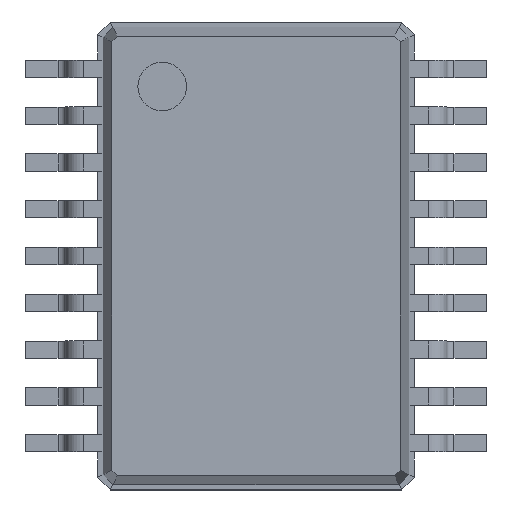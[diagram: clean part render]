
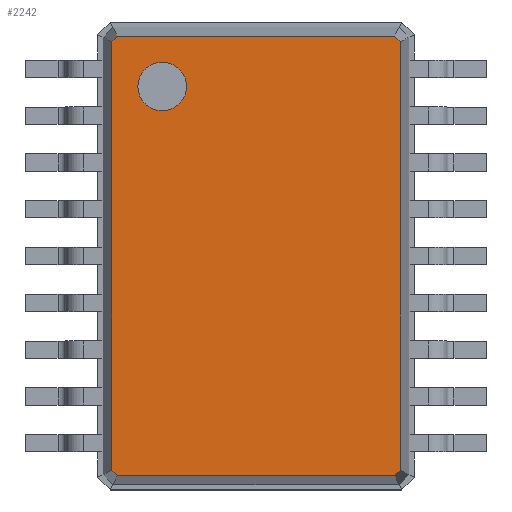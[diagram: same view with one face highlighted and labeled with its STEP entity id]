
A CAD part, top view. The second image highlights one B-rep face of the part: STEP entity #2242.
In plain terms, the highlighted planar face has unit normal (0, 0, 1).
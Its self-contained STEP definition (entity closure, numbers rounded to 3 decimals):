
#13=DIRECTION('',(0.,0.,1.));
#27=VECTOR('',#28,1.);
#28=DIRECTION('',(0.,-1.,0.));
#49=DIRECTION('',(0.,1.,0.));
#59=VECTOR('',#60,1.);
#60=DIRECTION('',(1.,0.,0.));
#131=VECTOR('',#132,1.);
#132=DIRECTION('',(-1.,0.,0.));
#428=VECTOR('',#429,1.);
#429=DIRECTION('',(0.707,-0.707,0.));
#435=VECTOR('',#436,1.);
#436=DIRECTION('',(-0.707,-0.707,0.));
#447=VECTOR('',#448,1.);
#448=DIRECTION('',(-0.707,0.707,0.));
#454=VECTOR('',#49,1.);
#458=VECTOR('',#459,1.);
#459=DIRECTION('',(0.707,0.707,0.));
#902=VERTEX_POINT('',#903);
#903=CARTESIAN_POINT('',(2.003,-2.976,1.4));
#905=ORIENTED_EDGE('',*,*,#906,.F.);
#906=EDGE_CURVE('',#907,#902,#909,.T.);
#907=VERTEX_POINT('',#908);
#908=CARTESIAN_POINT('',(2.003,2.976,1.4));
#909=LINE('',#908,#27);
#2233=ORIENTED_EDGE('',*,*,#2234,.F.);
#2234=EDGE_CURVE('',#2235,#907,#2237,.T.);
#2235=VERTEX_POINT('',#2236);
#2236=CARTESIAN_POINT('',(1.926,3.053,1.4));
#2237=LINE('',#2236,#428);
#2242=ADVANCED_FACE('',(#2243,#2273),#2282,.T.);
#2243=FACE_BOUND('',#2244,.T.);
#2244=EDGE_LOOP('',(#2245,#2250,#2255,#2260,#2265,#2270,#905,#2233));
#2245=ORIENTED_EDGE('',*,*,#2246,.F.);
#2246=EDGE_CURVE('',#2247,#2235,#2249,.T.);
#2247=VERTEX_POINT('',#2248);
#2248=CARTESIAN_POINT('',(-1.926,3.053,1.4));
#2249=LINE('',#2248,#59);
#2250=ORIENTED_EDGE('',*,*,#2251,.F.);
#2251=EDGE_CURVE('',#2252,#2247,#2254,.T.);
#2252=VERTEX_POINT('',#2253);
#2253=CARTESIAN_POINT('',(-2.003,2.976,1.4));
#2254=LINE('',#2253,#458);
#2255=ORIENTED_EDGE('',*,*,#2256,.F.);
#2256=EDGE_CURVE('',#2257,#2252,#2259,.T.);
#2257=VERTEX_POINT('',#2258);
#2258=CARTESIAN_POINT('',(-2.003,-2.976,1.4));
#2259=LINE('',#2258,#454);
#2260=ORIENTED_EDGE('',*,*,#2261,.F.);
#2261=EDGE_CURVE('',#2262,#2257,#2264,.T.);
#2262=VERTEX_POINT('',#2263);
#2263=CARTESIAN_POINT('',(-1.926,-3.053,1.4));
#2264=LINE('',#2263,#447);
#2265=ORIENTED_EDGE('',*,*,#2266,.F.);
#2266=EDGE_CURVE('',#2267,#2262,#2269,.T.);
#2267=VERTEX_POINT('',#2268);
#2268=CARTESIAN_POINT('',(1.926,-3.053,1.4));
#2269=LINE('',#2268,#131);
#2270=ORIENTED_EDGE('',*,*,#2271,.F.);
#2271=EDGE_CURVE('',#902,#2267,#2272,.T.);
#2272=LINE('',#903,#435);
#2273=FACE_BOUND('',#2274,.T.);
#2274=EDGE_LOOP('',(#2275));
#2275=ORIENTED_EDGE('',*,*,#2276,.F.);
#2276=EDGE_CURVE('',#2277,#2277,#2279,.T.);
#2277=VERTEX_POINT('',#2278);
#2278=CARTESIAN_POINT('',(-1.303,2.015,1.4));
#2279=CIRCLE('',#2280,0.338);
#2280=AXIS2_PLACEMENT_3D('',#2281,#13,#28);
#2281=CARTESIAN_POINT('',(-1.303,2.353,1.4));
#2282=PLANE('',#2283);
#2283=AXIS2_PLACEMENT_3D('',#2248,#13,#2284);
#2284=DIRECTION('',(0.534,-0.846,0.));
